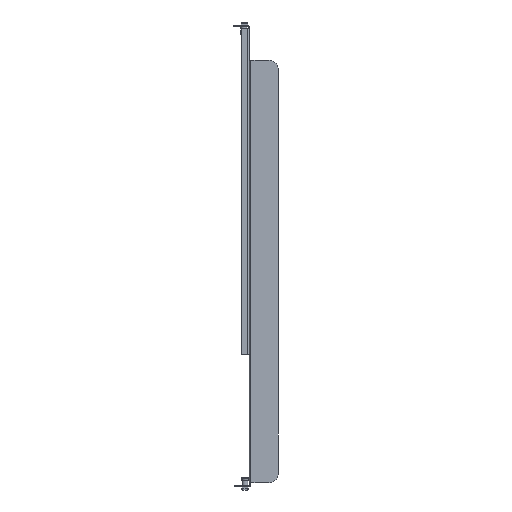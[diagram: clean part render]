
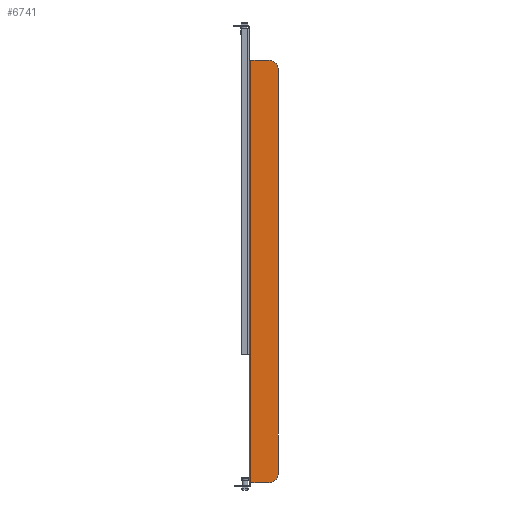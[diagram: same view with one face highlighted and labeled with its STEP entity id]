
A CAD part, front view. The second image highlights one B-rep face of the part: STEP entity #6741.
In plain terms, the highlighted planar face has unit normal (0, -1, 0).
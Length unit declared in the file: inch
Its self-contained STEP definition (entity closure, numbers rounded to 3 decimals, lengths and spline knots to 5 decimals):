
#605 = VERTEX_POINT ( 'NONE', #15562 ) ;
#835 = ORIENTED_EDGE ( 'NONE', *, *, #21790, .F. ) ;
#1280 = ORIENTED_EDGE ( 'NONE', *, *, #20253, .T. ) ;
#1712 = CARTESIAN_POINT ( 'NONE',  ( -3.122, 0., 0.142 ) ) ;
#1858 = VECTOR ( 'NONE', #28668, 39.37008 ) ;
#2690 = LINE ( 'NONE', #31370, #1858 ) ;
#2819 = VERTEX_POINT ( 'NONE', #12855 ) ;
#2970 = EDGE_CURVE ( 'NONE', #3076, #605, #16675, .T. ) ;
#3076 = VERTEX_POINT ( 'NONE', #29068 ) ;
#3437 = EDGE_CURVE ( 'NONE', #12022, #6377, #6774, .T. ) ;
#5069 = EDGE_CURVE ( 'NONE', #605, #12022, #21278, .T. ) ;
#5453 = DIRECTION ( 'NONE',  ( 1., 0., 0. ) ) ;
#6377 = VERTEX_POINT ( 'NONE', #17388 ) ;
#6597 = DIRECTION ( 'NONE',  ( -1., 0., 0. ) ) ;
#6741 = ADVANCED_FACE ( 'NONE', ( #29234 ), #21814, .F. ) ;
#6774 = CIRCLE ( 'NONE', #18651, 0.5 ) ;
#8016 = DIRECTION ( 'NONE',  ( 0., 1., 0. ) ) ;
#9880 = LINE ( 'NONE', #23058, #23585 ) ;
#11284 = ORIENTED_EDGE ( 'NONE', *, *, #3437, .F. ) ;
#11663 = EDGE_LOOP ( 'NONE', ( #21913, #1280, #835, #11284, #31017, #34363 ) ) ;
#12022 = VERTEX_POINT ( 'NONE', #23073 ) ;
#12297 = CARTESIAN_POINT ( 'NONE',  ( -3.2, 0., 0. ) ) ;
#12653 = CARTESIAN_POINT ( 'NONE',  ( -3.2, 0., 21.942 ) ) ;
#12855 = CARTESIAN_POINT ( 'NONE',  ( -3.122, 0., 21.942 ) ) ;
#13181 = VERTEX_POINT ( 'NONE', #1712 ) ;
#15562 = CARTESIAN_POINT ( 'NONE',  ( -1.7, 0., 21.442 ) ) ;
#16675 = CIRCLE ( 'NONE', #25523, 0.5 ) ;
#17388 = CARTESIAN_POINT ( 'NONE',  ( -2.2, 0., 0.142 ) ) ;
#18651 = AXIS2_PLACEMENT_3D ( 'NONE', #33668, #33891, #34017 ) ;
#20253 = EDGE_CURVE ( 'NONE', #2819, #13181, #2690, .T. ) ;
#20420 = VECTOR ( 'NONE', #27067, 39.37008 ) ;
#21278 = LINE ( 'NONE', #24792, #20420 ) ;
#21790 = EDGE_CURVE ( 'NONE', #6377, #13181, #9880, .T. ) ;
#21814 = PLANE ( 'NONE',  #29692 ) ;
#21913 = ORIENTED_EDGE ( 'NONE', *, *, #33629, .F. ) ;
#23058 = CARTESIAN_POINT ( 'NONE',  ( -3.2, 0., 0.142 ) ) ;
#23073 = CARTESIAN_POINT ( 'NONE',  ( -1.7, 0., 0.642 ) ) ;
#23585 = VECTOR ( 'NONE', #6597, 39.37008 ) ;
#24792 = CARTESIAN_POINT ( 'NONE',  ( -1.7, 0., 0. ) ) ;
#25523 = AXIS2_PLACEMENT_3D ( 'NONE', #30708, #30578, #29292 ) ;
#26587 = VECTOR ( 'NONE', #31797, 39.37008 ) ;
#27067 = DIRECTION ( 'NONE',  ( 0., 0., -1. ) ) ;
#28668 = DIRECTION ( 'NONE',  ( 0., 0., -1. ) ) ;
#29068 = CARTESIAN_POINT ( 'NONE',  ( -2.2, 0., 21.942 ) ) ;
#29234 = FACE_OUTER_BOUND ( 'NONE', #11663, .T. ) ;
#29292 = DIRECTION ( 'NONE',  ( 1., 0., 0. ) ) ;
#29692 = AXIS2_PLACEMENT_3D ( 'NONE', #12297, #8016, #5453 ) ;
#30578 = DIRECTION ( 'NONE',  ( 0., 1., 0. ) ) ;
#30708 = CARTESIAN_POINT ( 'NONE',  ( -2.2, 0., 21.442 ) ) ;
#31017 = ORIENTED_EDGE ( 'NONE', *, *, #5069, .F. ) ;
#31370 = CARTESIAN_POINT ( 'NONE',  ( -3.122, 0., 0.142 ) ) ;
#31797 = DIRECTION ( 'NONE',  ( 1., 0., 0. ) ) ;
#33629 = EDGE_CURVE ( 'NONE', #2819, #3076, #34660, .T. ) ;
#33668 = CARTESIAN_POINT ( 'NONE',  ( -2.2, 0., 0.642 ) ) ;
#33891 = DIRECTION ( 'NONE',  ( 0., 1., 0. ) ) ;
#34017 = DIRECTION ( 'NONE',  ( 1., 0., 0. ) ) ;
#34363 = ORIENTED_EDGE ( 'NONE', *, *, #2970, .F. ) ;
#34660 = LINE ( 'NONE', #12653, #26587 ) ;
